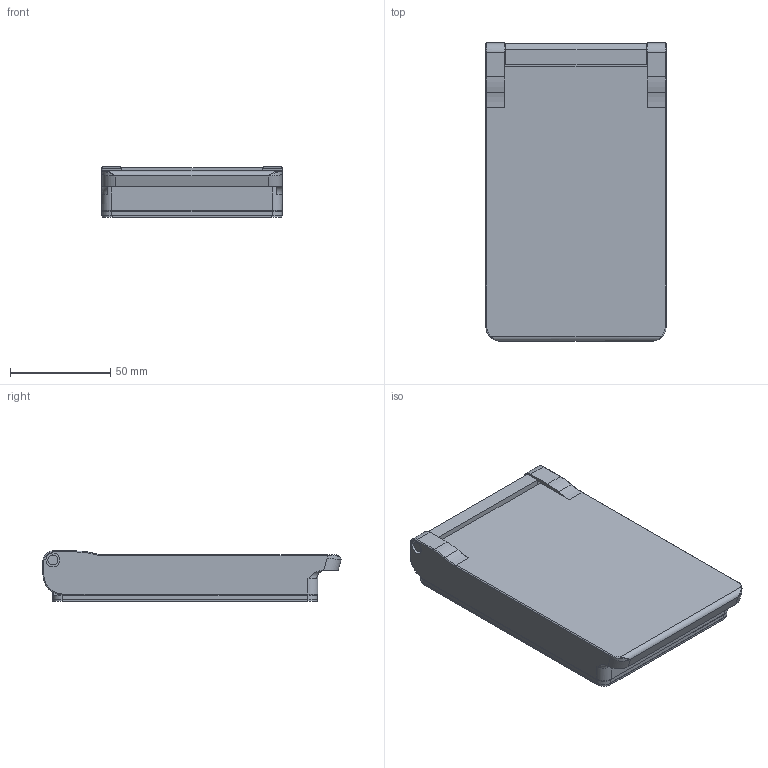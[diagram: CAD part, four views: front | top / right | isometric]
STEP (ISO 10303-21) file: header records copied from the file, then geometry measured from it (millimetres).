
FILE_DESCRIPTION (( 'STEP AP203' ), '1' );
FILE_NAME ('CP-437-1.STEP', '2019-07-26T06:57:56', ( '' ), ( '' ), 'SwSTEP 2.0', 'SolidWorks 2014', '' );
FILE_SCHEMA (( 'CONFIG_CONTROL_DESIGN' ));
Length unit declared in the file: millimetre
Products named in the file (7): CP-437-1; CP-437-1_シャフト; CP-437-1_パッキン; CP-437-1_ベース_; CP-437-1_カバー_; CP-437-1_シャフトキャップ; CP-437-1_内側パッキン_
Assembly tree (6 placements, depth 2):
  CP-437-1
    CP-437-1_シャフト
    CP-437-1_パッキン
    CP-437-1_内側パッキン_
    CP-437-1_ベース_
    CP-437-1_カバー_
    CP-437-1_シャフトキャップ
Bounding box: 90 x 149 x 25 mm (x, y, z)
Volume: 98384.6 mm3; surface area: 97416.4 mm2
Topology: 6 solids, 6 shells, 253 faces, 673 edges, 436 vertices
Faces by surface type: plane 122, cylinder 109, torus 14, cone 6, bspline 2
Entity records: 8858 total; most frequent: CARTESIAN_POINT 1597, DIRECTION 1417, ORIENTED_EDGE 1342, EDGE_CURVE 671, AXIS2_PLACEMENT_3D 502, VERTEX_POINT 436, VECTOR 413, LINE 413
